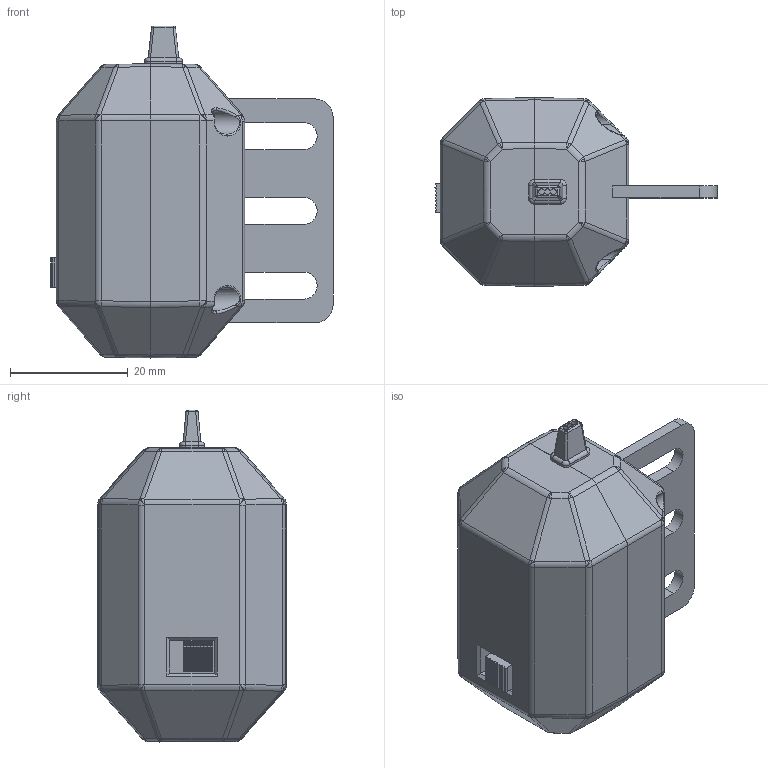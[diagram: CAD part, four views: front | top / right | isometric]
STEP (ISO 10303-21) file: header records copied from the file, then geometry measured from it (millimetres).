
FILE_DESCRIPTION (( 'STEP AP203' ), '1' );
FILE_NAME ('FLASHLIGHT-ASSY.STEP', '2007-11-27T15:43:23', ( 'Innovation First, Inc.' ), ( 'Innovation First, Inc.' ), 'SwSTEP 2.0', 'SolidWorks 2006303', '' );
FILE_SCHEMA (( 'CONFIG_CONTROL_DESIGN' ));
Length unit declared in the file: inch
Products named in the file (7): FLASHLIGHT-LED-MNT; FLASHLIGHT-MODULE; FLASHLIGHT-ASSY; FLASHLIGHT-TOP; FLASHLIGHT-BOTTOM; FLASHLIGHT-WIRE; FLASHLIGHT-SWITCH
Assembly tree (6 placements, depth 2):
  FLASHLIGHT-ASSY
    FLASHLIGHT-BOTTOM
    FLASHLIGHT-TOP
    FLASHLIGHT-WIRE
    FLASHLIGHT-SWITCH
    FLASHLIGHT-LED-MNT
    FLASHLIGHT-MODULE
Bounding box: 47.91 x 32 x 56.4 mm (x, y, z)
Volume: 13626.3 mm3; surface area: 19839.7 mm2
Topology: 6 solids, 6 shells, 794 faces, 2147 edges, 1296 vertices
Faces by surface type: plane 423, cylinder 239, bspline 120, torus 12
Entity records: 28316 total; most frequent: CARTESIAN_POINT 9019, ORIENTED_EDGE 4102, DIRECTION 3527, EDGE_CURVE 2051, VECTOR 1343, LINE 1343, VERTEX_POINT 1296, AXIS2_PLACEMENT_3D 1092
